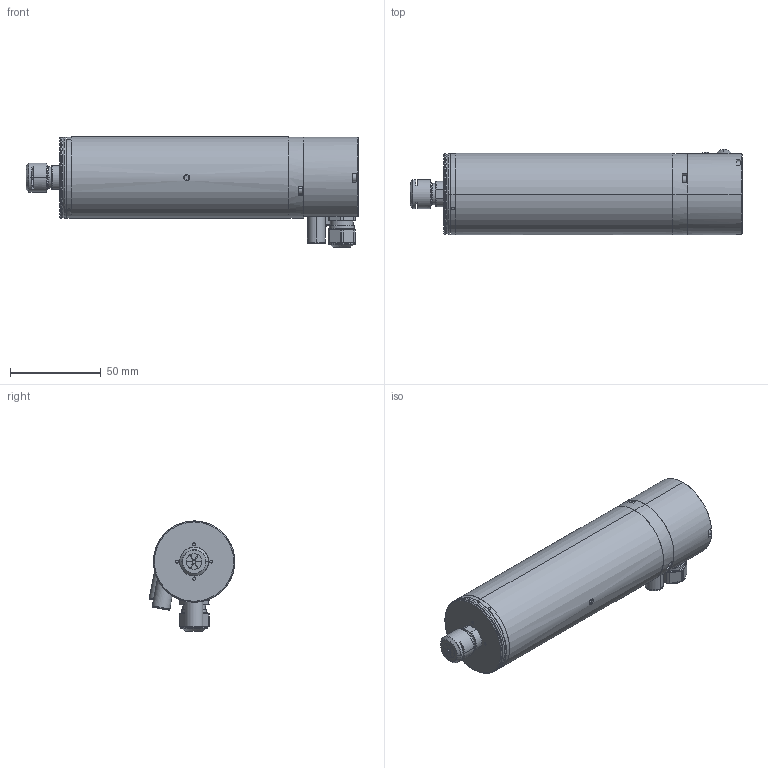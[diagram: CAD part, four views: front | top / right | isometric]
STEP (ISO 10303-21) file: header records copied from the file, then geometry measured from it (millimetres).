
FILE_DESCRIPTION (( 'STEP AP203' ), '1' );
FILE_NAME ('045S80S-01-.STEP', '2010-05-06T14:29:17', ( 'IBAGCAD_7' ), ( 'IBAG Switzerland AG' ), 'SwSTEP 2.0', 'SolidWorks 2009', '' );
FILE_SCHEMA (( 'CONFIG_CONTROL_DESIGN' ));
Length unit declared in the file: millimetre
Products named in the file (1): 045S80S-01-
Bounding box: 183.38 x 47.35 x 60.9 mm (x, y, z)
Surface area: 37042.9 mm2 (no closed solid volume)
Topology: 0 solids, 27 shells, 303 faces, 994 edges, 713 vertices
Faces by surface type: plane 127, cylinder 117, cone 35, torus 24
Entity records: 11594 total; most frequent: CARTESIAN_POINT 2620, DIRECTION 1990, ORIENTED_EDGE 1595, EDGE_CURVE 988, AXIS2_PLACEMENT_3D 773, VERTEX_POINT 713, CIRCLE 469, VECTOR 444
